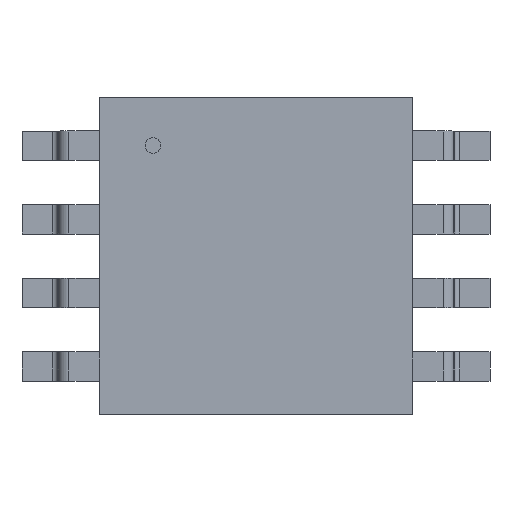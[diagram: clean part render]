
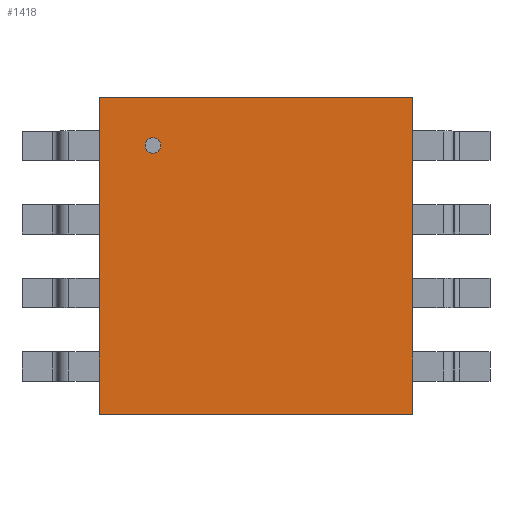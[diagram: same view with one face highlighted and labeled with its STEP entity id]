
A CAD part, top view. The second image highlights one B-rep face of the part: STEP entity #1418.
In plain terms, the highlighted planar face has unit normal (0, 0, 1).
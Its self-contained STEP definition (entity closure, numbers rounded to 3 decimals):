
#1297 = VERTEX_POINT('',#1298);
#1298 = CARTESIAN_POINT('',(2.705,-2.73,2.134));
#1304 = EDGE_CURVE('',#1305,#1297,#1307,.T.);
#1305 = VERTEX_POINT('',#1306);
#1306 = CARTESIAN_POINT('',(-2.705,-2.73,2.134));
#1307 = LINE('',#1308,#1309);
#1308 = CARTESIAN_POINT('',(-2.705,-2.73,2.134));
#1309 = VECTOR('',#1310,1.);
#1310 = DIRECTION('',(1.,0.,0.));
#1335 = VERTEX_POINT('',#1336);
#1336 = CARTESIAN_POINT('',(2.705,2.73,2.134));
#1342 = EDGE_CURVE('',#1297,#1335,#1343,.T.);
#1343 = LINE('',#1344,#1345);
#1344 = CARTESIAN_POINT('',(2.705,-2.73,2.134));
#1345 = VECTOR('',#1346,1.);
#1346 = DIRECTION('',(0.,1.,0.));
#1366 = VERTEX_POINT('',#1367);
#1367 = CARTESIAN_POINT('',(-2.705,2.73,2.134));
#1373 = EDGE_CURVE('',#1335,#1366,#1374,.T.);
#1374 = LINE('',#1375,#1376);
#1375 = CARTESIAN_POINT('',(2.705,2.73,2.134));
#1376 = VECTOR('',#1377,1.);
#1377 = DIRECTION('',(-1.,0.,0.));
#1395 = EDGE_CURVE('',#1366,#1305,#1396,.T.);
#1396 = LINE('',#1397,#1398);
#1397 = CARTESIAN_POINT('',(-2.705,2.73,2.134));
#1398 = VECTOR('',#1399,1.);
#1399 = DIRECTION('',(0.,-1.,0.));
#1418 = ADVANCED_FACE('',(#1419),#1425,.T.);
#1419 = FACE_BOUND('',#1420,.T.);
#1420 = EDGE_LOOP('',(#1421,#1422,#1423,#1424));
#1421 = ORIENTED_EDGE('',*,*,#1304,.T.);
#1422 = ORIENTED_EDGE('',*,*,#1342,.T.);
#1423 = ORIENTED_EDGE('',*,*,#1373,.T.);
#1424 = ORIENTED_EDGE('',*,*,#1395,.T.);
#1425 = PLANE('',#1426);
#1426 = AXIS2_PLACEMENT_3D('',#1427,#1428,#1429);
#1427 = CARTESIAN_POINT('',(-2.705,-2.73,2.134));
#1428 = DIRECTION('',(0.,0.,1.));
#1429 = DIRECTION('',(0.,1.,0.));
